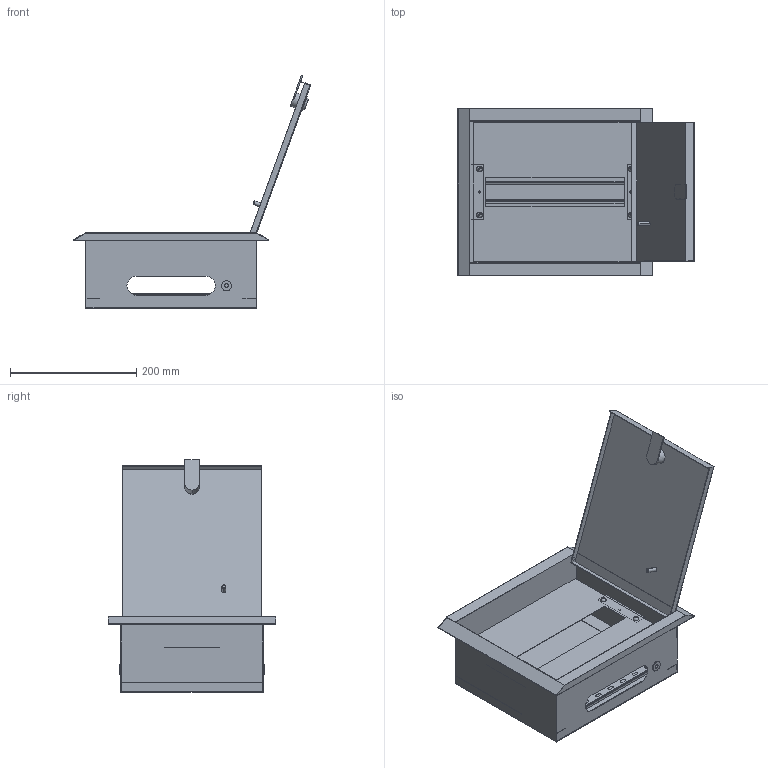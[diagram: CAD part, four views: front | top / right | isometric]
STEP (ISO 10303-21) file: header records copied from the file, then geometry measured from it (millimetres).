
FILE_DESCRIPTION (( 'STEP AP214' ), '1' );
FILE_NAME ('ShRV_Trend_12.STEP', '2016-08-31T06:19:57', ( 'user' ), ( '' ), 'SwSTEP 2.0', 'SolidWorks 2014', '' );
FILE_SCHEMA (( 'AUTOMOTIVE_DESIGN' ));
Length unit declared in the file: millimetre
Products named in the file (7): SC GOST 17473_gost_‚¨­â A.M5x10 ƒŽ‘’ 17473-80; DIN-Reika_702.004-04; Panel TREND_剞ｭ-12; Reika_TREND; ShRV_Trend_12; Obolochka_TREND_TREND-12; Dver_TREND_12
Assembly tree (13 placements, depth 2):
  ShRV_Trend_12
    Obolochka_TREND_TREND-12
    Dver_TREND_12
    Reika_TREND
    DIN-Reika_702.004-04
    Panel TREND_剞ｭ-12
    SC GOST 17473_gost_‚¨­â A.M5x10 ƒŽ‘’ 17473-80  x8
Bounding box: 376.2 x 265 x 369.32 mm (x, y, z)
Volume: 307616.2 mm3; surface area: 710752.4 mm2
Topology: 15 solids, 15 shells, 430 faces, 1088 edges, 708 vertices
Faces by surface type: plane 258, cylinder 152, sphere 16, cone 4
Entity records: 11834 total; most frequent: DIRECTION 2020, CARTESIAN_POINT 1969, ORIENTED_EDGE 1924, EDGE_CURVE 962, AXIS2_PLACEMENT_3D 675, LINE 670, VECTOR 670, VERTEX_POINT 624
